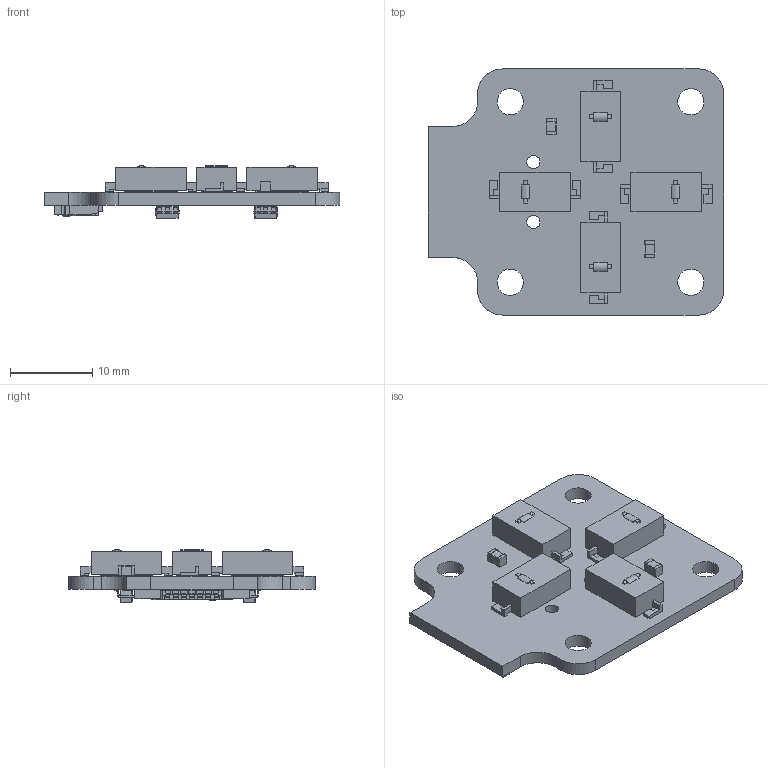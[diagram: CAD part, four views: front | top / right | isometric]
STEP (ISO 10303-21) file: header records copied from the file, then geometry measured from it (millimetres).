
FILE_DESCRIPTION(('KiCad electronic assembly'),'2;1');
FILE_NAME('thumbpad.step','2024-06-12T15:14:04',('Pcbnew'),('Kicad'), 'Open CASCADE STEP processor 7.7','KiCad to STEP converter','Unknown' );
FILE_SCHEMA(('AUTOMOTIVE_DESIGN { 1 0 10303 214 1 1 1 1 }'));
Length unit declared in the file: millimetre
Products named in the file (10): thumbpad 1; D2LS_21_20M; C_0805_2012Metric; SOT-23-6; SOT_23_6; TEAmp-conn-84953-6; C-84953-6; thumbpad_PCB
Assembly tree (14 placements, depth 3):
  thumbpad 1
    D2LS_21_20M  x4
      D2LS_21_20M
    C_0805_2012Metric  x2
      C_0805_2012Metric
    SOT-23-6  x2
      SOT_23_6
    TEAmp-conn-84953-6
      C-84953-6
    thumbpad_PCB
Bounding box: 36 x 30 x 6.45 mm (x, y, z)
Volume: 2168.4 mm3; surface area: 3480.7 mm2
Topology: 14 solids, 14 shells, 1002 faces, 2725 edges, 1774 vertices
Faces by surface type: plane 706, cylinder 236, bspline 60
Full cylindrical faces by diameter (mm): 1.092 x8, 1.6 x2, 3.2 x4
Entity records: 22186 total; most frequent: CARTESIAN_POINT 3836, ORIENTED_EDGE 3662, DIRECTION 3427, EDGE_CURVE 1831, LINE 1433, VECTOR 1433, VERTEX_POINT 1194, AXIS2_PLACEMENT_3D 997
